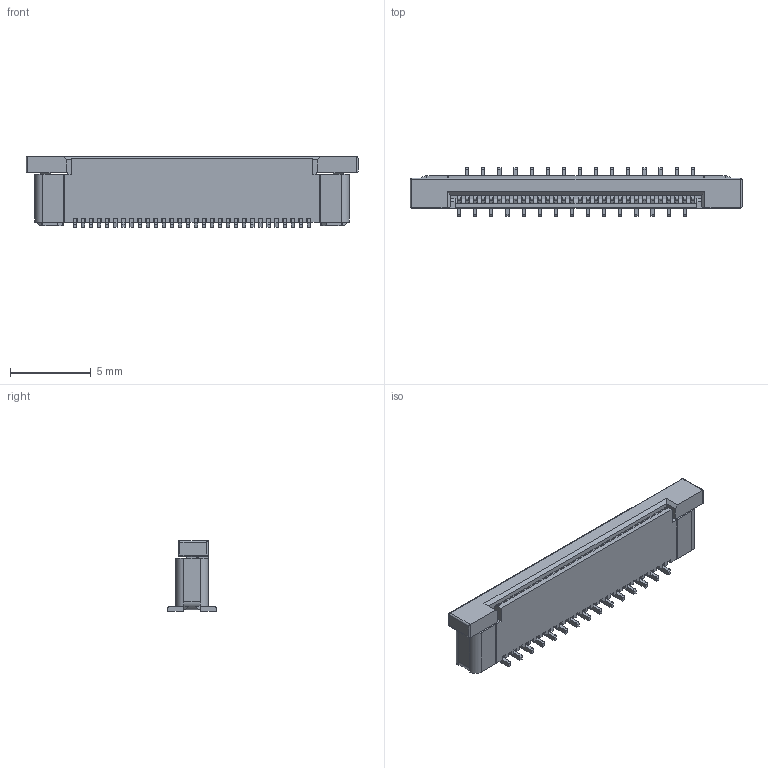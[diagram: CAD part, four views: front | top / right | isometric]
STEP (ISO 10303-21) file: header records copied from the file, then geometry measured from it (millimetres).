
FILE_DESCRIPTION (( 'STEP AP214' ), '1' );
FILE_NAME ('CONN-SMD_30P_AFC11-S30ICA-00.step', '2022-07-29T13:02:44', ( '' ), ( '' ), 'SwSTEP 2.0', 'SolidWorks 2020', '' );
FILE_SCHEMA (( 'AUTOMOTIVE_DESIGN' ));
Length unit declared in the file: millimetre
Products named in the file (1): CONN-SMD_30P_AFC11-S30ICA-00
Bounding box: 20.6 x 3 x 4.4 mm (x, y, z)
Volume: 120.3 mm3; surface area: 899 mm2
Topology: 47 solids, 47 shells, 1487 faces, 4208 edges, 2762 vertices
Faces by surface type: plane 1132, cylinder 241, bspline 110, sphere 4
Entity records: 65765 total; most frequent: CARTESIAN_POINT 10672, ORIENTED_EDGE 8408, DIRECTION 7194, EDGE_CURVE 4204, LINE 3498, VECTOR 3498, VERTEX_POINT 2762, AXIS2_PLACEMENT_3D 1848
